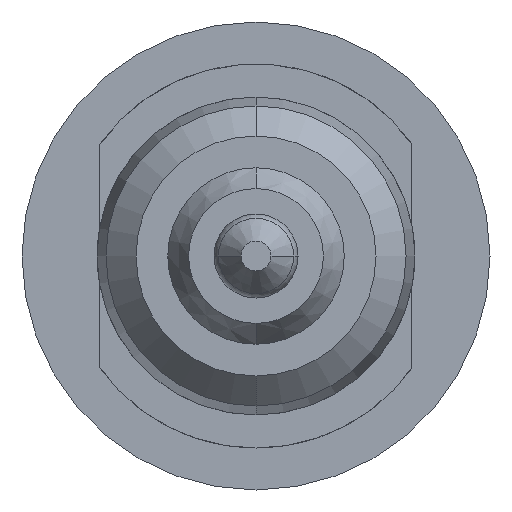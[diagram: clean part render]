
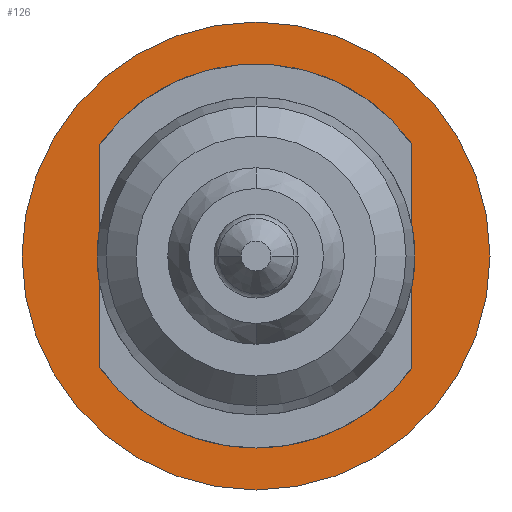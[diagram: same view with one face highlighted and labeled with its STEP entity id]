
A CAD part, front view. The second image highlights one B-rep face of the part: STEP entity #126.
In plain terms, the highlighted planar face has unit normal (0, -1, 0).
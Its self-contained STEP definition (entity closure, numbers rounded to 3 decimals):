
#52 = DIRECTION ( 'NONE',  ( 0., -1., 0. ) ) ;
#78 = CIRCLE ( 'NONE', #5133, 1.4 ) ;
#120 = AXIS2_PLACEMENT_3D ( 'NONE', #2793, #52, #3204 ) ;
#126 = ADVANCED_FACE ( 'Defeature ausgef�hrt1_40', ( #1655, #854, #1541, #5040 ), #544, .T. ) ;
#130 = DIRECTION ( 'NONE',  ( 0., -1., 0. ) ) ;
#157 = VERTEX_POINT ( 'NONE', #2094 ) ;
#280 = ORIENTED_EDGE ( 'NONE', *, *, #3851, .T. ) ;
#309 = EDGE_CURVE ( 'Defeature ausgef�hrt1_36+Defeature ausgef�hrt1_40+Defeature ausgef�hrt1_44+Defeature ausgef�hrt1_45', #4841, #2342, #2146, .T. ) ;
#362 = EDGE_LOOP ( 'NONE', ( #3139, #280, #1241, #630, #1108 ) ) ;
#544 = PLANE ( 'NONE',  #1484 ) ;
#566 = CARTESIAN_POINT ( 'NONE',  ( -0.5, 33.4, -1.308 ) ) ;
#630 = ORIENTED_EDGE ( 'NONE', *, *, #5102, .F. ) ;
#641 = AXIS2_PLACEMENT_3D ( 'NONE', #950, #3282, #4174 ) ;
#854 = FACE_BOUND ( 'NONE', #4537, .T. ) ;
#950 = CARTESIAN_POINT ( 'NONE',  ( 0., 33.4, 0. ) ) ;
#988 = EDGE_LOOP ( 'NONE', ( #1870, #1549 ) ) ;
#1042 = DIRECTION ( 'NONE',  ( 0., 0., -1. ) ) ;
#1108 = ORIENTED_EDGE ( 'NONE', *, *, #3762, .F. ) ;
#1241 = ORIENTED_EDGE ( 'NONE', *, *, #309, .F. ) ;
#1302 = CARTESIAN_POINT ( 'NONE',  ( 0.5, 33.4, -1.308 ) ) ;
#1382 = VECTOR ( 'NONE', #4676, 1000. ) ;
#1404 = VERTEX_POINT ( 'NONE', #1430 ) ;
#1430 = CARTESIAN_POINT ( 'NONE',  ( -0.55, 33.4, 0.894 ) ) ;
#1468 = VERTEX_POINT ( 'NONE', #1899 ) ;
#1484 = AXIS2_PLACEMENT_3D ( 'NONE', #4516, #3310, #2164 ) ;
#1541 = FACE_BOUND ( 'NONE', #362, .T. ) ;
#1546 = AXIS2_PLACEMENT_3D ( 'NONE', #2100, #130, #1042 ) ;
#1549 = ORIENTED_EDGE ( 'NONE', *, *, #1611, .T. ) ;
#1611 = EDGE_CURVE ( 'Defeature ausgef�hrt1_40+Defeature ausgef�hrt1_39+Defeature ausgef�hrt1_39+Defeature ausgef�hrt1_39', #2394, #3123, #2227, .T. ) ;
#1612 = DIRECTION ( 'NONE',  ( 0., -1., 0. ) ) ;
#1638 = DIRECTION ( 'NONE',  ( 0., 0., -1. ) ) ;
#1647 = EDGE_CURVE ( 'Defeature ausgef�hrt1_33+Defeature ausgef�hrt1_40+Defeature ausgef�hrt1_35+Defeature ausgef�hrt1_35', #1404, #157, #4222, .T. ) ;
#1655 = FACE_BOUND ( 'NONE', #3084, .T. ) ;
#1727 = ORIENTED_EDGE ( 'NONE', *, *, #4831, .F. ) ;
#1772 = VECTOR ( 'NONE', #2390, 1000. ) ;
#1870 = ORIENTED_EDGE ( 'NONE', *, *, #4423, .T. ) ;
#1899 = CARTESIAN_POINT ( 'NONE',  ( 0., 33.4, -1.4 ) ) ;
#2001 = VERTEX_POINT ( 'NONE', #1302 ) ;
#2094 = CARTESIAN_POINT ( 'NONE',  ( -0.55, 33.4, -0.894 ) ) ;
#2100 = CARTESIAN_POINT ( 'NONE',  ( 0., 33.4, 0. ) ) ;
#2146 = CIRCLE ( 'NONE', #3434, 1.4 ) ;
#2164 = DIRECTION ( 'NONE',  ( 0., 0., -1. ) ) ;
#2184 = VERTEX_POINT ( 'NONE', #566 ) ;
#2206 = ORIENTED_EDGE ( 'NONE', *, *, #1647, .F. ) ;
#2227 = CIRCLE ( 'NONE', #5026, 1.95 ) ;
#2280 = DIRECTION ( 'NONE',  ( 0., -1., 0. ) ) ;
#2328 = VERTEX_POINT ( 'NONE', #4764 ) ;
#2329 = EDGE_CURVE ( 'Defeature ausgef�hrt1_34+Defeature ausgef�hrt1_40+Defeature ausgef�hrt1_33+Defeature ausgef�hrt1_33', #2480, #2328, #3380, .T. ) ;
#2332 = CIRCLE ( 'NONE', #3642, 1.4 ) ;
#2342 = VERTEX_POINT ( 'NONE', #4368 ) ;
#2390 = DIRECTION ( 'NONE',  ( 0., 0., -1. ) ) ;
#2391 = EDGE_CURVE ( 'Defeature ausgef�hrt1_41+Defeature ausgef�hrt1_40+Defeature ausgef�hrt1_45+Defeature ausgef�hrt1_44', #2184, #1468, #2332, .T. ) ;
#2394 = VERTEX_POINT ( 'NONE', #2727 ) ;
#2409 = ORIENTED_EDGE ( 'NONE', *, *, #4931, .F. ) ;
#2421 = CARTESIAN_POINT ( 'NONE',  ( -0.55, 33.4, 0. ) ) ;
#2431 = DIRECTION ( 'NONE',  ( 0., 0., -1. ) ) ;
#2434 = VECTOR ( 'NONE', #2899, 1000. ) ;
#2480 = VERTEX_POINT ( 'NONE', #2803 ) ;
#2727 = CARTESIAN_POINT ( 'NONE',  ( 0., 33.4, 1.95 ) ) ;
#2793 = CARTESIAN_POINT ( 'NONE',  ( 0., 33.4, 0. ) ) ;
#2803 = CARTESIAN_POINT ( 'NONE',  ( 0.55, 33.4, 0.894 ) ) ;
#2816 = DIRECTION ( 'NONE',  ( 0., 0., 1. ) ) ;
#2899 = DIRECTION ( 'NONE',  ( 0., 0., 1. ) ) ;
#3084 = EDGE_LOOP ( 'NONE', ( #2409, #4780 ) ) ;
#3123 = VERTEX_POINT ( 'NONE', #4225 ) ;
#3139 = ORIENTED_EDGE ( 'NONE', *, *, #2391, .F. ) ;
#3166 = CARTESIAN_POINT ( 'NONE',  ( 0., 33.4, 0. ) ) ;
#3204 = DIRECTION ( 'NONE',  ( 0., 0., -1. ) ) ;
#3282 = DIRECTION ( 'NONE',  ( 0., -1., 0. ) ) ;
#3294 = VECTOR ( 'NONE', #2816, 1000. ) ;
#3310 = DIRECTION ( 'NONE',  ( 0., -1., 0. ) ) ;
#3380 = LINE ( 'NONE', #3484, #1772 ) ;
#3425 = CARTESIAN_POINT ( 'NONE',  ( 0.5, 33.4, -10. ) ) ;
#3434 = AXIS2_PLACEMENT_3D ( 'NONE', #3856, #2280, #5072 ) ;
#3484 = CARTESIAN_POINT ( 'NONE',  ( 0.55, 33.4, 0. ) ) ;
#3542 = DIRECTION ( 'NONE',  ( 0., 0., -1. ) ) ;
#3642 = AXIS2_PLACEMENT_3D ( 'NONE', #4752, #4714, #3542 ) ;
#3728 = LINE ( 'NONE', #3425, #1382 ) ;
#3762 = EDGE_CURVE ( 'Defeature ausgef�hrt1_41+Defeature ausgef�hrt1_40+Defeature ausgef�hrt1_45+Defeature ausgef�hrt1_44', #1468, #2001, #78, .T. ) ;
#3794 = LINE ( 'NONE', #2421, #3294 ) ;
#3851 = EDGE_CURVE ( 'Defeature ausgef�hrt1_40+Defeature ausgef�hrt1_45+Defeature ausgef�hrt1_41+Defeature ausgef�hrt1_36', #2184, #2342, #4046, .T. ) ;
#3856 = CARTESIAN_POINT ( 'NONE',  ( 0., 33.4, 0. ) ) ;
#3993 = CARTESIAN_POINT ( 'NONE',  ( 0., 33.4, 0. ) ) ;
#4046 = LINE ( 'NONE', #4466, #2434 ) ;
#4117 = CIRCLE ( 'NONE', #1546, 1.05 ) ;
#4174 = DIRECTION ( 'NONE',  ( 0., 0., -1. ) ) ;
#4222 = CIRCLE ( 'NONE', #120, 1.05 ) ;
#4225 = CARTESIAN_POINT ( 'NONE',  ( 0., 33.4, -1.95 ) ) ;
#4368 = CARTESIAN_POINT ( 'NONE',  ( -0.5, 33.4, 1.308 ) ) ;
#4423 = EDGE_CURVE ( 'Defeature ausgef�hrt1_40+Defeature ausgef�hrt1_39+Defeature ausgef�hrt1_39+Defeature ausgef�hrt1_39', #3123, #2394, #4485, .T. ) ;
#4466 = CARTESIAN_POINT ( 'NONE',  ( -0.5, 33.4, -10. ) ) ;
#4485 = CIRCLE ( 'NONE', #641, 1.95 ) ;
#4516 = CARTESIAN_POINT ( 'NONE',  ( 1.4, 33.4, 0. ) ) ;
#4537 = EDGE_LOOP ( 'NONE', ( #2206, #1727 ) ) ;
#4676 = DIRECTION ( 'NONE',  ( 0., 0., 1. ) ) ;
#4714 = DIRECTION ( 'NONE',  ( 0., -1., 0. ) ) ;
#4752 = CARTESIAN_POINT ( 'NONE',  ( 0., 33.4, 0. ) ) ;
#4764 = CARTESIAN_POINT ( 'NONE',  ( 0.55, 33.4, -0.894 ) ) ;
#4780 = ORIENTED_EDGE ( 'NONE', *, *, #2329, .F. ) ;
#4792 = DIRECTION ( 'NONE',  ( 0., -1., 0. ) ) ;
#4831 = EDGE_CURVE ( 'Defeature ausgef�hrt1_35+Defeature ausgef�hrt1_40+Defeature ausgef�hrt1_33+Defeature ausgef�hrt1_33', #157, #1404, #3794, .T. ) ;
#4841 = VERTEX_POINT ( 'NONE', #4886 ) ;
#4886 = CARTESIAN_POINT ( 'NONE',  ( 0.5, 33.4, 1.308 ) ) ;
#4931 = EDGE_CURVE ( 'Defeature ausgef�hrt1_33+Defeature ausgef�hrt1_40+Defeature ausgef�hrt1_34+Defeature ausgef�hrt1_34', #2328, #2480, #4117, .T. ) ;
#5026 = AXIS2_PLACEMENT_3D ( 'NONE', #3166, #4792, #1638 ) ;
#5040 = FACE_OUTER_BOUND ( 'NONE', #988, .T. ) ;
#5072 = DIRECTION ( 'NONE',  ( 0., 0., -1. ) ) ;
#5102 = EDGE_CURVE ( 'Defeature ausgef�hrt1_44+Defeature ausgef�hrt1_40+Defeature ausgef�hrt1_41+Defeature ausgef�hrt1_36', #2001, #4841, #3728, .T. ) ;
#5133 = AXIS2_PLACEMENT_3D ( 'NONE', #3993, #1612, #2431 ) ;
